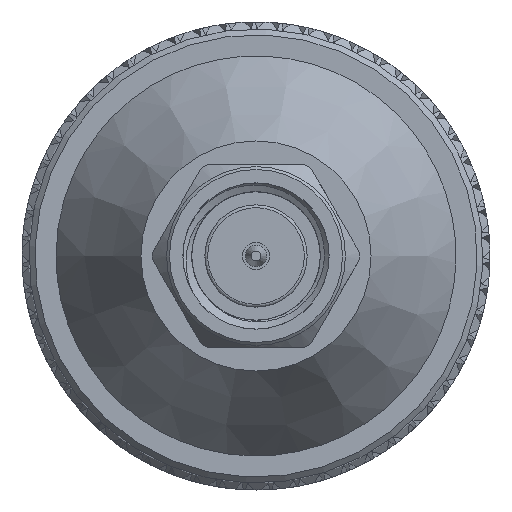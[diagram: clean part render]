
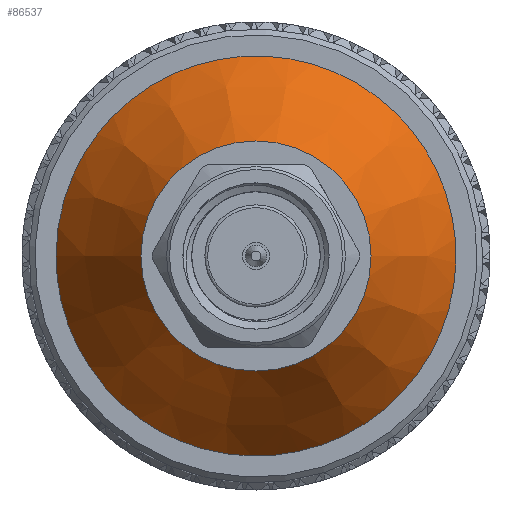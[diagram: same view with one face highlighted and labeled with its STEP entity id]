
A CAD part, left-side view. The second image highlights one B-rep face of the part: STEP entity #86537.
In plain terms, the highlighted conical face has half-angle 31.929 degrees and reference radius 8.684 mm.
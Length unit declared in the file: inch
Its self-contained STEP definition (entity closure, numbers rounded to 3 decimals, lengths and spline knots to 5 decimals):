
#468 = VERTEX_POINT ( 'NONE', #48139 ) ;
#5558 = EDGE_LOOP ( 'NONE', ( #22026 ) ) ;
#5987 = CARTESIAN_POINT ( 'NONE',  ( 0.61037, -0.2097, 0.27377 ) ) ;
#11675 = CARTESIAN_POINT ( 'NONE',  ( 0.61037, 0.17269, 0.29851 ) ) ;
#11971 = CARTESIAN_POINT ( 'NONE',  ( 0.61037, 0.31585, 0.13083 ) ) ;
#12864 = CARTESIAN_POINT ( 'NONE',  ( 0.61037, 0.34187, 0. ) ) ;
#17578 = EDGE_CURVE ( 'NONE', #19774, #19774, #78879, .T. ) ;
#18512 = CARTESIAN_POINT ( 'NONE',  ( 0.61037, 0.27377, 0.2097 ) ) ;
#18802 = CARTESIAN_POINT ( 'NONE',  ( 0.61037, -0.08897, 0.33318 ) ) ;
#19108 = CARTESIAN_POINT ( 'NONE',  ( 0.61037, -0.34188, -0.04531 ) ) ;
#19410 = CARTESIAN_POINT ( 'NONE',  ( 0.61037, 0., 0.34187 ) ) ;
#19700 = CARTESIAN_POINT ( 'NONE',  ( 0.61037, -0.13083, -0.31585 ) ) ;
#19774 = VERTEX_POINT ( 'NONE', #82906 ) ;
#22026 = ORIENTED_EDGE ( 'NONE', *, *, #79607, .T. ) ;
#25068 = CARTESIAN_POINT ( 'NONE',  ( 0.61037, 0.04531, 0.34187 ) ) ;
#25356 = CARTESIAN_POINT ( 'NONE',  ( 0.61037, 0.34187, 0.04532 ) ) ;
#25647 = CARTESIAN_POINT ( 'NONE',  ( 0.61037, -0.20971, -0.27378 ) ) ;
#25950 = CARTESIAN_POINT ( 'NONE',  ( 0.61037, 0., -0.34187 ) ) ;
#26234 = CARTESIAN_POINT ( 'NONE',  ( 0.61037, 0.3332, -0.08896 ) ) ;
#31968 = CARTESIAN_POINT ( 'NONE',  ( 0.61037, -0.33318, -0.08897 ) ) ;
#32571 = CARTESIAN_POINT ( 'NONE',  ( 0.61037, 0.04531, -0.34188 ) ) ;
#32871 = CARTESIAN_POINT ( 'NONE',  ( 0.61037, 0.2097, -0.27377 ) ) ;
#33163 = CARTESIAN_POINT ( 'NONE',  ( 0.61037, 0.34187, 0. ) ) ;
#38876 = CARTESIAN_POINT ( 'NONE',  ( 0.61037, 0.20971, 0.27378 ) ) ;
#39176 = CARTESIAN_POINT ( 'NONE',  ( 0.61037, 0.29852, 0.17269 ) ) ;
#39466 = CARTESIAN_POINT ( 'NONE',  ( 0.61037, 0.08897, -0.33318 ) ) ;
#39771 = CARTESIAN_POINT ( 'NONE',  ( 0.61037, 0.2985, -0.1727 ) ) ;
#39872 = DIRECTION ( 'NONE',  ( 0., 1., 0. ) ) ;
#40072 = CARTESIAN_POINT ( 'NONE',  ( 0.61037, -0.34187, 0.04531 ) ) ;
#44622 = FACE_BOUND ( 'NONE', #5558, .T. ) ;
#44793 = AXIS2_PLACEMENT_3D ( 'NONE', #52170, #72956, #39872 ) ;
#45802 = CARTESIAN_POINT ( 'NONE',  ( 0.61037, 0.17269, -0.29852 ) ) ;
#46399 = CARTESIAN_POINT ( 'NONE',  ( 0.61037, 0.13083, -0.31585 ) ) ;
#47000 = CARTESIAN_POINT ( 'NONE',  ( 0.61037, -0.34187, 0. ) ) ;
#48139 = CARTESIAN_POINT ( 'NONE',  ( 0.37727, 0.1967, 0. ) ) ;
#50531 = DIRECTION ( 'NONE',  ( 1., 0., 0. ) ) ;
#50809 = CARTESIAN_POINT ( 'NONE',  ( 0.37727, 0., 0. ) ) ;
#51077 = CONICAL_SURFACE ( 'NONE', #44793, 0.34187, 0.557 ) ;
#51341 = EDGE_LOOP ( 'NONE', ( #66740 ) ) ;
#52170 = CARTESIAN_POINT ( 'NONE',  ( 0.61024, 0., 0. ) ) ;
#52988 = CARTESIAN_POINT ( 'NONE',  ( 0.61037, 0.24174, 0.24174 ) ) ;
#53103 = CIRCLE ( 'NONE', #70647, 0.1967 ) ;
#53275 = CARTESIAN_POINT ( 'NONE',  ( 0.61037, -0.29851, 0.17269 ) ) ;
#53569 = CARTESIAN_POINT ( 'NONE',  ( 0.61037, -0.13083, 0.31585 ) ) ;
#53869 = CARTESIAN_POINT ( 'NONE',  ( 0.61037, -0.17269, 0.29852 ) ) ;
#60491 = CARTESIAN_POINT ( 'NONE',  ( 0.61037, -0.08897, -0.33319 ) ) ;
#60788 = CARTESIAN_POINT ( 'NONE',  ( 0.61037, -0.04531, -0.34187 ) ) ;
#66511 = CARTESIAN_POINT ( 'NONE',  ( 0.61037, -0.04531, 0.34188 ) ) ;
#66740 = ORIENTED_EDGE ( 'NONE', *, *, #17578, .F. ) ;
#66816 = CARTESIAN_POINT ( 'NONE',  ( 0.61037, -0.24174, 0.24174 ) ) ;
#67113 = CARTESIAN_POINT ( 'NONE',  ( 0.61037, -0.33319, 0.08897 ) ) ;
#67425 = CARTESIAN_POINT ( 'NONE',  ( 0.61037, 0.31585, -0.13083 ) ) ;
#70647 = AXIS2_PLACEMENT_3D ( 'NONE', #50809, #50531, #85033 ) ;
#72956 = DIRECTION ( 'NONE',  ( 1., 0., 0. ) ) ;
#73154 = CARTESIAN_POINT ( 'NONE',  ( 0.61037, -0.24174, -0.24174 ) ) ;
#73456 = CARTESIAN_POINT ( 'NONE',  ( 0.61037, -0.31585, 0.13083 ) ) ;
#73761 = CARTESIAN_POINT ( 'NONE',  ( 0.61037, -0.17269, -0.29851 ) ) ;
#74063 = CARTESIAN_POINT ( 'NONE',  ( 0.61037, -0.29852, -0.17269 ) ) ;
#74353 = CARTESIAN_POINT ( 'NONE',  ( 0.61037, 0.34187, -0.04535 ) ) ;
#78879 = B_SPLINE_CURVE_WITH_KNOTS ( 'NONE', 3,
 ( #12864, #25356, #80051, #11971, #39176, #18512, #52988, #38876, #11675, #81216, #87526, #25068, #19410, #66511, #18802, #53569, #53869, #5987, #66816, #87222, #53275, #73456, #67113, #40072, #47000, #19108, #31968, #80335, #74063, #86929, #73154, #25647, #73761, #19700, #60491, #60788, #25950, #32571, #39466, #46399, #45802, #32871, #80915, #87824, #39771, #67425, #26234, #74353, #33163 ),
 .UNSPECIFIED., .T., .F.,
 ( 4, 3, 3, 3, 3, 3, 3, 3, 3, 3, 3, 3, 3, 3, 3, 3, 4 ),
 ( 0., 0.0625, 0.125, 0.1875, 0.25, 0.3125, 0.375, 0.4375, 0.5, 0.5625, 0.625, 0.6875, 0.75, 0.8125, 0.875, 0.9375, 1. ),
 .UNSPECIFIED. ) ;
#79607 = EDGE_CURVE ( 'NONE', #468, #468, #53103, .T. ) ;
#80051 = CARTESIAN_POINT ( 'NONE',  ( 0.61037, 0.33318, 0.08897 ) ) ;
#80335 = CARTESIAN_POINT ( 'NONE',  ( 0.61037, -0.31585, -0.13083 ) ) ;
#80915 = CARTESIAN_POINT ( 'NONE',  ( 0.61037, 0.24174, -0.24174 ) ) ;
#81216 = CARTESIAN_POINT ( 'NONE',  ( 0.61037, 0.13083, 0.31585 ) ) ;
#82906 = CARTESIAN_POINT ( 'NONE',  ( 0.61037, 0.34187, 0. ) ) ;
#85033 = DIRECTION ( 'NONE',  ( 0., 1., 0. ) ) ;
#86509 = FACE_OUTER_BOUND ( 'NONE', #51341, .T. ) ;
#86537 = ADVANCED_FACE ( 'NONE', ( #44622, #86509 ), #51077, .T. ) ;
#86929 = CARTESIAN_POINT ( 'NONE',  ( 0.61037, -0.27377, -0.2097 ) ) ;
#87222 = CARTESIAN_POINT ( 'NONE',  ( 0.61037, -0.27378, 0.20971 ) ) ;
#87526 = CARTESIAN_POINT ( 'NONE',  ( 0.61037, 0.08897, 0.33319 ) ) ;
#87824 = CARTESIAN_POINT ( 'NONE',  ( 0.61037, 0.27378, -0.20971 ) ) ;
